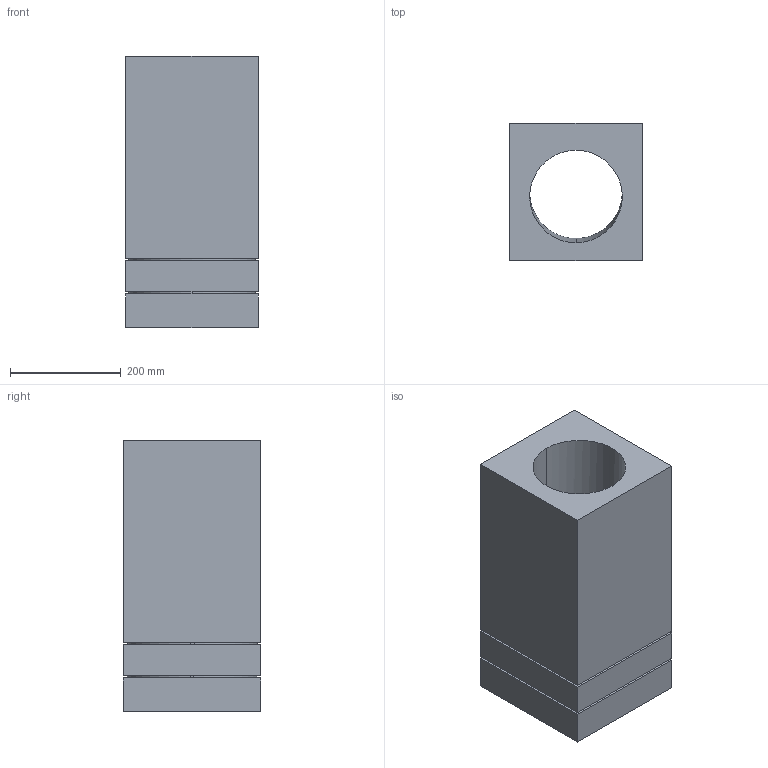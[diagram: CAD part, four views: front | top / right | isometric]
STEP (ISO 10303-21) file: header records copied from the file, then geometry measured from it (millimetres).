
FILE_DESCRIPTION (( 'STEP AP214' ), '1' );
FILE_NAME ('0058.0168_MS 160 3D-Planungsdaten - 07.11.23.STEP', '2023-11-07T11:18:44', ( '' ), ( '' ), 'SwSTEP 2.0', 'SolidWorks 2021', '' );
FILE_SCHEMA (( 'AUTOMOTIVE_DESIGN' ));
Length unit declared in the file: millimetre
Products named in the file (1): 0058.0168_MS 160 3D-Planungsdaten - 07.11.23
Bounding box: 240 x 248 x 490 mm (x, y, z)
Volume: 18291949.9 mm3; surface area: 878044 mm2
Topology: 1 solids, 1 shells, 29 faces, 69 edges, 46 vertices
Faces by surface type: plane 22, cylinder 7
Entity records: 871 total; most frequent: CARTESIAN_POINT 157, ORIENTED_EDGE 138, DIRECTION 135, EDGE_CURVE 69, LINE 55, VECTOR 55, VERTEX_POINT 46, AXIS2_PLACEMENT_3D 40
